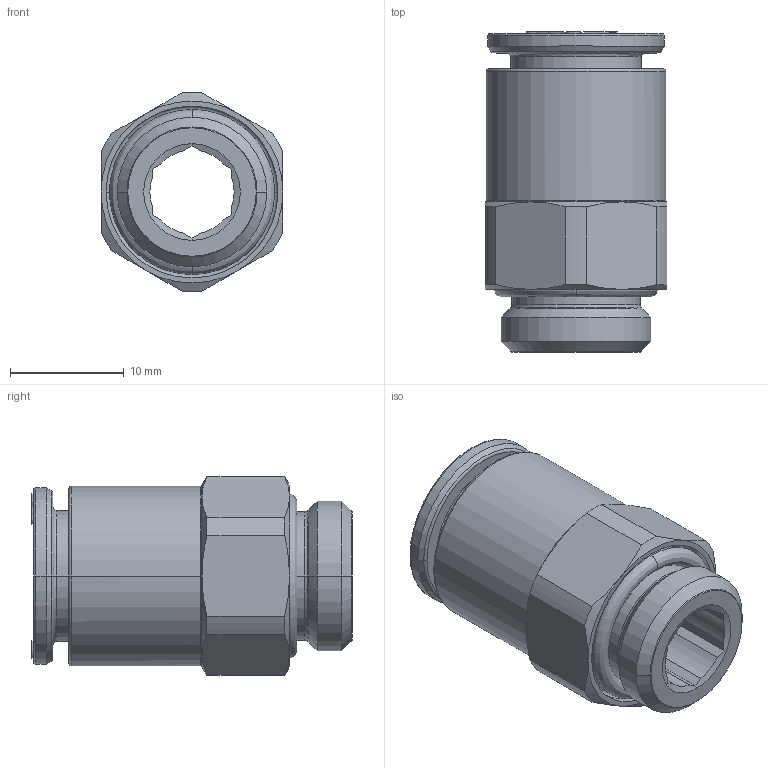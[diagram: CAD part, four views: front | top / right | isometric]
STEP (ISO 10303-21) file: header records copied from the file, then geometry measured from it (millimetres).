
FILE_DESCRIPTION(('STEP AP214'),'1');
FILE_NAME('6801_10_13.stp','2016-07-07T14:38:46',('TraceParts'),('TraceParts S.A.'),'Spatial InterOp 3D',' ',' ');
FILE_SCHEMA(('automotive_design'));
Length unit declared in the file: millimetre
Products named in the file (9): V801-10-13_ASM|Next assembly relationship#44110-18_ASM|Next assembly relationship#44110-31;44110-31; V801-10-13_ASM|Next assembly relationship#44110-18_ASM|Next assembly relationship#44110;44110; V801-10-13_ASM|Next assembly relationship#44110-18_ASM|Next assembly relationship#44110-30;44110-30; V801-10-13_ASM|Next assembly relationship#44110-18_ASM|Next assembly relationship#44110-40;44110-40; V801-10-13_ASM|Next assembly relationship#44610-10-69;44610-10-69; V801-10-13_ASM|Next assembly relationship#23682-24_ASM_D11_3_D14_5_LG1_6_;23682-24_ASM_D11_3_D14_5_LG1_6_; V801-10-13_ASM|Next assembly relationship#44110-11-10-ASM;44110-11-10-ASM
Bounding box: 16 x 28.15 x 17.49 mm (x, y, z)
Volume: 2953.9 mm3; surface area: 5207.3 mm2
Topology: 7 solids, 9 shells, 748 faces, 1889 edges, 1178 vertices
Faces by surface type: plane 315, cylinder 123, torus 110, cone 104, bspline 92, revolution 4
Entity records: 25704 total; most frequent: CARTESIAN_POINT 8000, ORIENTED_EDGE 3770, DIRECTION 3493, EDGE_CURVE 1889, AXIS2_PLACEMENT_3D 1211, VERTEX_POINT 1178, LINE 1067, VECTOR 1067
